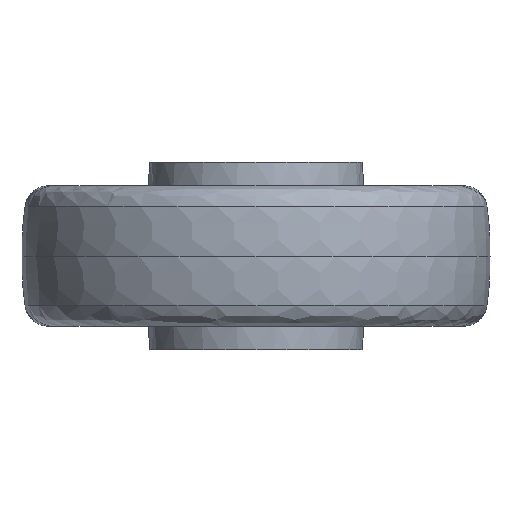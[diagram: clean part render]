
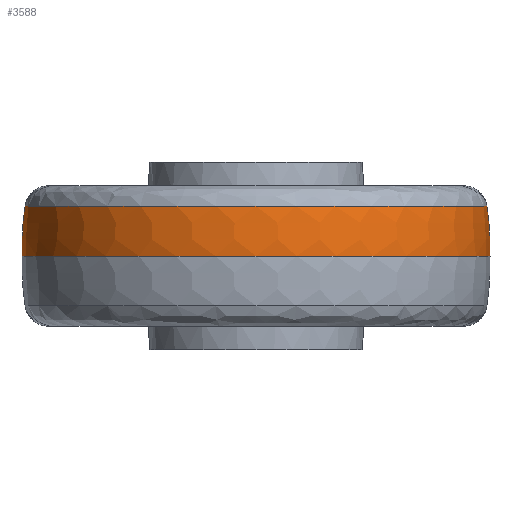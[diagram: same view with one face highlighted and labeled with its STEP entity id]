
A CAD part, front view. The second image highlights one B-rep face of the part: STEP entity #3588.
In plain terms, the highlighted toroidal (fillet/blend) face has major radius 24.98 mm and minor radius 100 mm.
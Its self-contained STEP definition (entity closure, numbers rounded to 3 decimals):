
#69 = CARTESIAN_POINT ( 'NONE',  ( -74.038, 0., 16.007 ) ) ;
#125 = AXIS2_PLACEMENT_3D ( 'NONE', #5874, #4773, #849 ) ;
#384 = EDGE_LOOP ( 'NONE', ( #661, #2557, #1809, #1443 ) ) ;
#615 = EDGE_CURVE ( 'NONE', #3451, #5842, #5007, .T. ) ;
#633 = AXIS2_PLACEMENT_3D ( 'NONE', #3314, #3857, #2138 ) ;
#661 = ORIENTED_EDGE ( 'NONE', *, *, #6038, .F. ) ;
#849 = DIRECTION ( 'NONE',  ( -1., 0., 0. ) ) ;
#1012 = EDGE_CURVE ( 'NONE', #5571, #5842, #4432, .T. ) ;
#1443 = ORIENTED_EDGE ( 'NONE', *, *, #1012, .F. ) ;
#1524 = CARTESIAN_POINT ( 'NONE',  ( -75., 0., 0. ) ) ;
#1809 = ORIENTED_EDGE ( 'NONE', *, *, #615, .T. ) ;
#2067 = CARTESIAN_POINT ( 'NONE',  ( 0., 0., 0. ) ) ;
#2138 = DIRECTION ( 'NONE',  ( -1., 0., 0. ) ) ;
#2450 = AXIS2_PLACEMENT_3D ( 'NONE', #2067, #6027, #4270 ) ;
#2486 = VERTEX_POINT ( 'NONE', #6644 ) ;
#2549 = DIRECTION ( 'NONE',  ( -1., 0., 0. ) ) ;
#2557 = ORIENTED_EDGE ( 'NONE', *, *, #3550, .T. ) ;
#3042 = TOROIDAL_SURFACE ( 'NONE', #125, -24.98, 100. ) ;
#3093 = DIRECTION ( 'NONE',  ( 0., 0., -1. ) ) ;
#3314 = CARTESIAN_POINT ( 'NONE',  ( -24.98, 0., 2.024 ) ) ;
#3451 = VERTEX_POINT ( 'NONE', #69 ) ;
#3550 = EDGE_CURVE ( 'NONE', #2486, #3451, #4213, .T. ) ;
#3588 = ADVANCED_FACE ( 'NONE', ( #5836 ), #3042, .T. ) ;
#3648 = DIRECTION ( 'NONE',  ( 0., -1., 0. ) ) ;
#3857 = DIRECTION ( 'NONE',  ( 0., 1., 0. ) ) ;
#4004 = CARTESIAN_POINT ( 'NONE',  ( 75., 0., 0. ) ) ;
#4153 = CARTESIAN_POINT ( 'NONE',  ( 0., 0., 16.007 ) ) ;
#4213 = CIRCLE ( 'NONE', #6319, 74.038 ) ;
#4270 = DIRECTION ( 'NONE',  ( -1., 0., 0. ) ) ;
#4432 = CIRCLE ( 'NONE', #2450, 75. ) ;
#4653 = AXIS2_PLACEMENT_3D ( 'NONE', #6321, #3648, #3093 ) ;
#4773 = DIRECTION ( 'NONE',  ( 0., 0., -1. ) ) ;
#4809 = DIRECTION ( 'NONE',  ( 0., 0., -1. ) ) ;
#5007 = CIRCLE ( 'NONE', #4653, 100. ) ;
#5571 = VERTEX_POINT ( 'NONE', #4004 ) ;
#5836 = FACE_OUTER_BOUND ( 'NONE', #384, .T. ) ;
#5842 = VERTEX_POINT ( 'NONE', #1524 ) ;
#5874 = CARTESIAN_POINT ( 'NONE',  ( 0., 0., 2.024 ) ) ;
#5900 = CIRCLE ( 'NONE', #633, 100. ) ;
#6027 = DIRECTION ( 'NONE',  ( 0., 0., -1. ) ) ;
#6038 = EDGE_CURVE ( 'NONE', #2486, #5571, #5900, .T. ) ;
#6319 = AXIS2_PLACEMENT_3D ( 'NONE', #4153, #4809, #2549 ) ;
#6321 = CARTESIAN_POINT ( 'NONE',  ( 24.98, 0., 2.024 ) ) ;
#6644 = CARTESIAN_POINT ( 'NONE',  ( 74.038, 0., 16.007 ) ) ;
